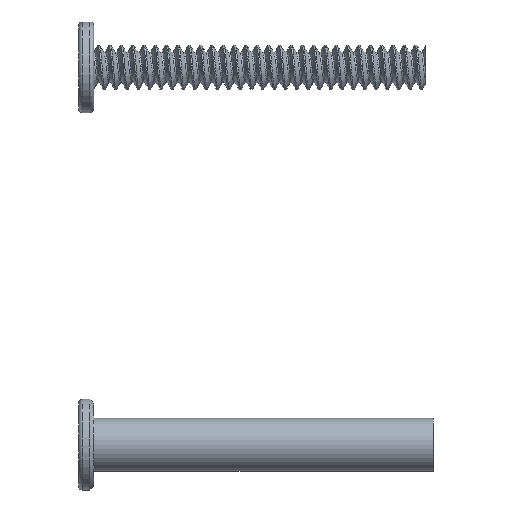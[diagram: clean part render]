
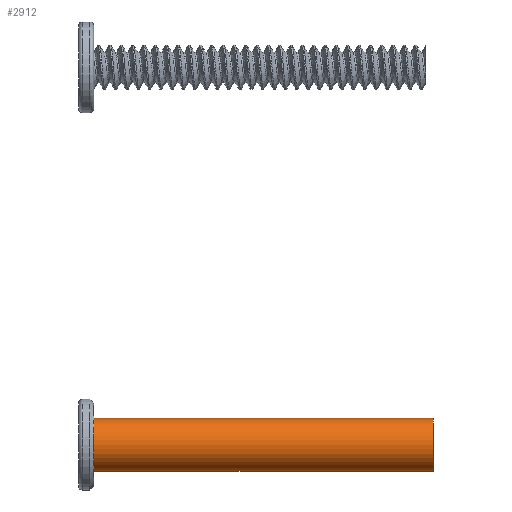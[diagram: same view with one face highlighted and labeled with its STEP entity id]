
A CAD part, front view. The second image highlights one B-rep face of the part: STEP entity #2912.
In plain terms, the highlighted cylindrical face has radius 0.35 mm (diameter 0.7 mm), a full revolution.
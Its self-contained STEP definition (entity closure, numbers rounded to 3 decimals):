
#223=FACE_OUTER_BOUND('',#400,.T.);
#400=EDGE_LOOP('',(#2583,#2584,#2585,#2586));
#429=CIRCLE('',#3123,0.35);
#441=CIRCLE('',#3146,0.35);
#842=LINE('',#11826,#991);
#991=VECTOR('',#3714,0.35);
#1260=VERTEX_POINT('',#9979);
#1271=VERTEX_POINT('',#11824);
#1688=EDGE_CURVE('',#1260,#1260,#429,.T.);
#1710=EDGE_CURVE('',#1271,#1271,#441,.T.);
#1711=EDGE_CURVE('',#1271,#1260,#842,.T.);
#2583=ORIENTED_EDGE('',*,*,#1710,.F.);
#2584=ORIENTED_EDGE('',*,*,#1711,.T.);
#2585=ORIENTED_EDGE('',*,*,#1688,.F.);
#2586=ORIENTED_EDGE('',*,*,#1711,.F.);
#2742=CYLINDRICAL_SURFACE('',#3145,0.35);
#2912=ADVANCED_FACE('',(#223),#2742,.T.);
#3123=AXIS2_PLACEMENT_3D('',#9980,#3663,#3664);
#3145=AXIS2_PLACEMENT_3D('',#11823,#3710,#3711);
#3146=AXIS2_PLACEMENT_3D('',#11825,#3712,#3713);
#3663=DIRECTION('center_axis',(-1.,0.,0.));
#3664=DIRECTION('ref_axis',(0.,0.,-1.));
#3710=DIRECTION('center_axis',(1.,0.,0.));
#3711=DIRECTION('ref_axis',(0.,0.,-1.));
#3712=DIRECTION('center_axis',(1.,0.,0.));
#3713=DIRECTION('ref_axis',(0.,0.,-1.));
#3714=DIRECTION('',(-1.,0.,0.));
#9979=CARTESIAN_POINT('',(0.2,0.,0.35));
#9980=CARTESIAN_POINT('Origin',(0.2,0.,0.));
#11823=CARTESIAN_POINT('Origin',(0.2,0.,0.));
#11824=CARTESIAN_POINT('',(4.7,0.,0.35));
#11825=CARTESIAN_POINT('Origin',(4.7,0.,0.));
#11826=CARTESIAN_POINT('',(0.2,0.,0.35));
